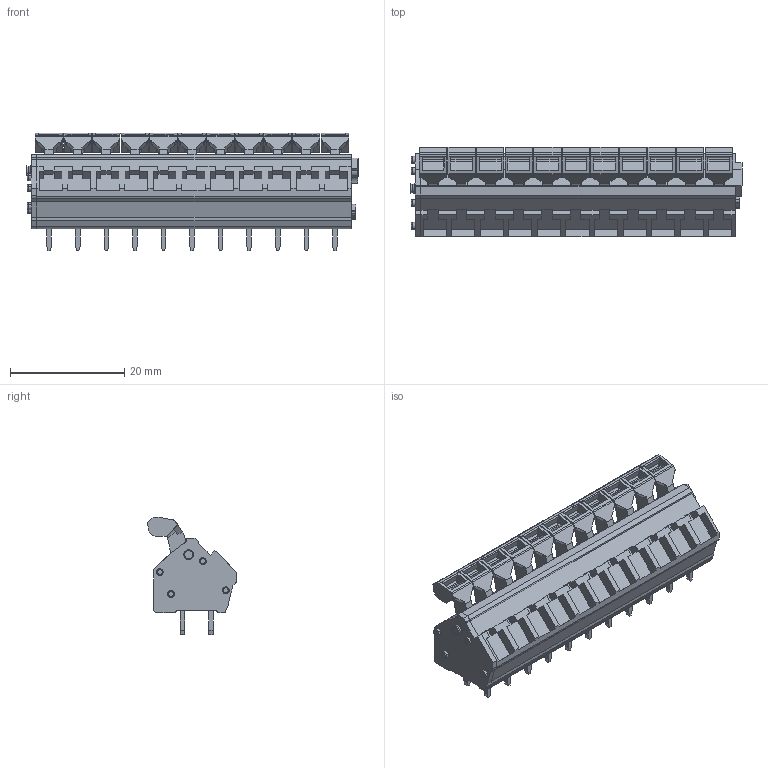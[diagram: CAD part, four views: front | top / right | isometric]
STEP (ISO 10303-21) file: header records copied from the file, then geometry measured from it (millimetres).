
FILE_DESCRIPTION(('CATIA V5 STEP Exchange','CAx-IF Rec.Pracs.--- Model Styling and Organization---1.4--- 2014-01-23'),'2;1');
FILE_NAME ('022497-2_0_1811600000_1811600000.stp','2022-05-20T09:49:22+00:00',('none'),('Weidmueller'),'CATIA Version 5-6 Release 2016 SP3 HF44','CATIA V5 STEP AP214','none');
FILE_SCHEMA(('AUTOMOTIVE_DESIGN { 1 0 10303 214 1 1 1 1 }'));
Length unit declared in the file: millimetre
Products named in the file (1): 1811600000
Bounding box: 58.1 x 15.6 x 20.65 mm (x, y, z)
Volume: 8395.7 mm3; surface area: 5827.6 mm2
Topology: 35 solids, 35 shells, 1047 faces, 2822 edges, 1872 vertices
Faces by surface type: plane 828, cylinder 195, cone 16, torus 8
Entity records: 32185 total; most frequent: CARTESIAN_POINT 6122, ORIENTED_EDGE 5644, DIRECTION 4346, EDGE_CURVE 2822, VECTOR 2404, LINE 2404, VERTEX_POINT 1872, AXIS2_PLACEMENT_3D 1118
